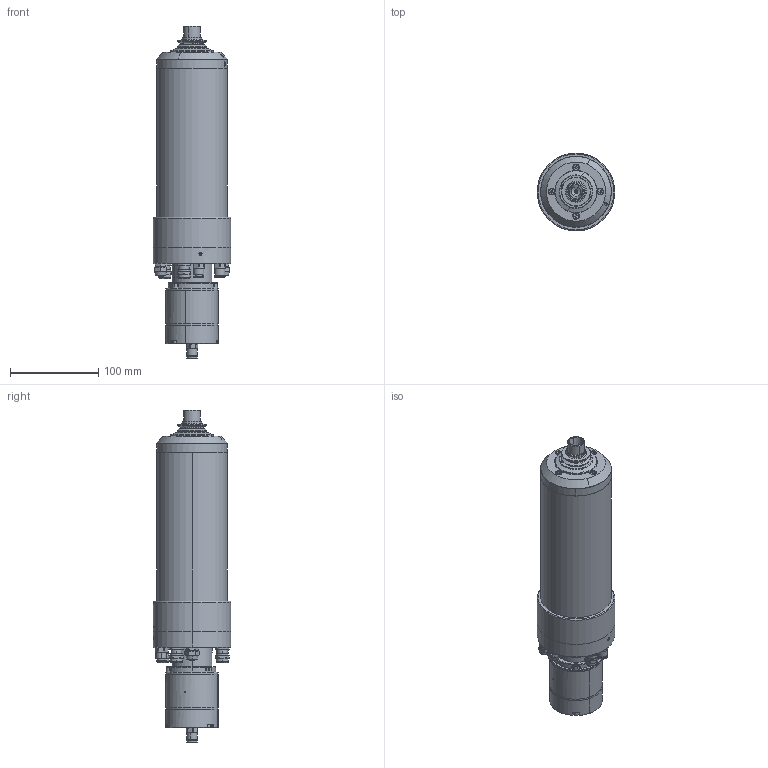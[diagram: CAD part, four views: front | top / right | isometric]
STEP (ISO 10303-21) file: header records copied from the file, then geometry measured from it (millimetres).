
FILE_DESCRIPTION (( 'STEP AP214' ), '1' );
FILE_NAME ('GDL80-20-24Z-2.2B三维.STEP', '2025-04-26T01:02:47', ( '电脑' ), ( '' ), 'SwSTEP 2.0', 'SolidWorks 2018', '' );
FILE_SCHEMA (( 'AUTOMOTIVE_DESIGN' ));
Length unit declared in the file: millimetre
Products named in the file (85): 绕组4极; GBT70.3_M3｡ﾁ8; 轴承挡圈4极; GBT70.1_M4¡Á10; 80遙絮4憤詩杶; 綴粣創裔; ヶ詰极; M12x1.5踢扽跡擘芛14-14; GDL80-20-24Z-2.2B三维; 裔啣; ISO20嶺絮國蛈; GBT70.2_M4｡ﾁ8; 80籵蚚ァ詰蚾饜; 諉輪羲壽嘐隅輸; 80遙絮4憤儂褲窒璃; YONG RUI D6辦脣ァ郲RC1-8; GBT70.1_M4¡Á65; 蛌赽粣4憤; GBT70.1_M4｡ﾁ6; 隅赽喳え4憤; G1-8-8mm阨郲蹟簽; 后活塞; GBT70.1_M5¡Á16; 粣創7005C; 前活塞; 躇猾裔; GBT70.1_M4¡Á35; ヶ詰裔; 7005-8隔圈; ヶす算遠4憤; 蛌赽沺陑4憤; 05-NMFL-BZ 囀躇猾遠; GBT70.2_M3¡Á10; GBT893.1_孔用挡圈_D42; ISO20嶺蛈粟銅(嶺絮); 陓瘍-嶺絮-S1; GBT70.1_M4¡Á12; 傷裔; 覃淕菜; 笢詰裔 ...
Assembly tree (58 placements, depth 4):
  绕组4极
  GBT70.3_M3｡ﾁ8
  轴承挡圈4极
  GDL80-20-24Z-2.2B三维
    80遙絮4憤儂褲窒璃
      80遙絮4憤儂褲
      80遙絮4憤詩杶
    傷裔
    GBT70.1_M4¡Á12
    ヶ粣創綴裔
    蛌赽粣4憤
      粣4憤
      ISO20-ER16絮梟
        ISO20-ER16絮梟
        ISO20嶺隊
    ヶ裔
    躇猾裔
    綴粣創裔
    蟀諉极
    GBT70.1_M4¡Á35
    80籵蚚ァ詰蚾饜
      ヶ詰极
      GBT70.1_M5¡Á16
      GBT70.1_M5¡Á16
      GBT70.1_M5¡Á16
      GBT70.1_M5¡Á16
      GBT70.1_M4｡ﾁ6
      M12x1.5踢扽跡擘芛14-14
      YONG RUI D6辦脣ァ郲RC1-8
      M12x1.5踢扽跡擘芛14-14
      M12x1.5踢扽跡擘芛14-14
      YONG RUI D6辦脣ァ郲RC1-8
      YONG RUI D6辦脣ァ郲RC1-8
      G1-8-8mm阨郲
      G1-8-8mm阨郲
      G1-8-8mm阨郲蹟簽
      G1-8-8mm阨郲蹟簽
      GBT78_M4｡ﾁ4  x2
      ヶ詰裔
      笢詰极
      笢詰裔
      綴詰极
      YONG RUI D6辦脣ァ郲RC1-8
      GBT70.1_M4¡Á65
      GBT70.1_M4¡Á65
      GBT70.1_M4¡Á65
    GBT70.1_M4¡Á12
    GBT70.1_M4¡Á12
    GBT70.1_M4¡Á12
    GBT70.1_M4¡Á35
    GBT70.1_M4¡Á35
    GBT70.1_M4¡Á35
    砎蝶菜
    裔啣
    GBT70.2_M3¡Á10
    GBT70.2_M3¡Á10
    GBT78_M5｡ﾁ6
    GBT70.1_M4¡Á10
    GBT70.1_M4¡Á10
    GBT70.1_M4¡Á10
Bounding box: 88 x 88 x 376 mm (x, y, z)
Volume: 404060.1 mm3; surface area: 282752.7 mm2
Topology: 62 solids, 62 shells, 1657 faces, 4087 edges, 2591 vertices
Faces by surface type: cylinder 701, plane 504, cone 336, torus 83, bspline 33
Entity records: 62531 total; most frequent: CARTESIAN_POINT 20061, DIRECTION 8478, ORIENTED_EDGE 8010, EDGE_CURVE 4005, AXIS2_PLACEMENT_3D 3458, VERTEX_POINT 2568, EDGE_LOOP 1905, CIRCLE 1785
